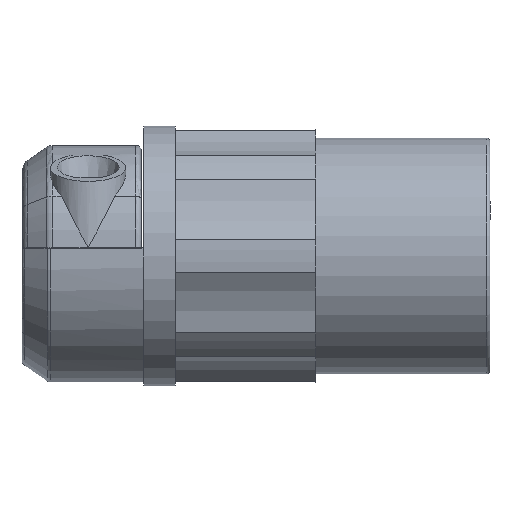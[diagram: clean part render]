
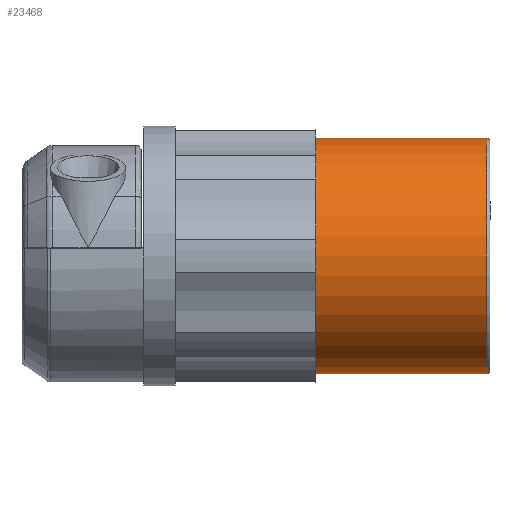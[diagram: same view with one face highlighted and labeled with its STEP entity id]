
A CAD part, front view. The second image highlights one B-rep face of the part: STEP entity #23468.
In plain terms, the highlighted cylindrical face has radius 17.653 mm (diameter 35.306 mm), a full revolution.
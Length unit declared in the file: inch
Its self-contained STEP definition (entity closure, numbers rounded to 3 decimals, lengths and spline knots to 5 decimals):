
#2083 = DIRECTION ( 'NONE',  ( 0., 1., 0. ) ) ;
#3805 = ORIENTED_EDGE ( 'NONE', *, *, #9516, .T. ) ;
#5161 = AXIS2_PLACEMENT_3D ( 'NONE', #13647, #28303, #10414 ) ;
#9516 = EDGE_CURVE ( 'NONE', #26458, #26458, #19734, .T. ) ;
#10266 = CARTESIAN_POINT ( 'NONE',  ( -0.02, 0., 0. ) ) ;
#10414 = DIRECTION ( 'NONE',  ( 0., -1., 0. ) ) ;
#11795 = EDGE_LOOP ( 'NONE', ( #3805 ) ) ;
#12017 = EDGE_LOOP ( 'NONE', ( #40987 ) ) ;
#13647 = CARTESIAN_POINT ( 'NONE',  ( -0.02, 0., 0. ) ) ;
#14371 = DIRECTION ( 'NONE',  ( 1., 0., 0. ) ) ;
#17081 = FACE_OUTER_BOUND ( 'NONE', #12017, .T. ) ;
#18880 = CIRCLE ( 'NONE', #5161, 0.695 ) ;
#19734 = CIRCLE ( 'NONE', #38533, 0.695 ) ;
#19901 = VERTEX_POINT ( 'NONE', #29431 ) ;
#23468 = ADVANCED_FACE ( 'NONE', ( #17081, #34526 ), #31553, .T. ) ;
#26458 = VERTEX_POINT ( 'NONE', #33050 ) ;
#28303 = DIRECTION ( 'NONE',  ( -1., 0., 0. ) ) ;
#29431 = CARTESIAN_POINT ( 'NONE',  ( -0.02, -0.695, 0. ) ) ;
#29499 = AXIS2_PLACEMENT_3D ( 'NONE', #10266, #14371, #41987 ) ;
#30090 = DIRECTION ( 'NONE',  ( 1., 0., 0. ) ) ;
#31553 = CYLINDRICAL_SURFACE ( 'NONE', #29499, 0.695 ) ;
#33050 = CARTESIAN_POINT ( 'NONE',  ( -1.027, 0.695, 0. ) ) ;
#34526 = FACE_OUTER_BOUND ( 'NONE', #11795, .T. ) ;
#37327 = CARTESIAN_POINT ( 'NONE',  ( -1.027, 0., 0. ) ) ;
#38533 = AXIS2_PLACEMENT_3D ( 'NONE', #37327, #30090, #2083 ) ;
#38948 = EDGE_CURVE ( 'NONE', #19901, #19901, #18880, .T. ) ;
#40987 = ORIENTED_EDGE ( 'NONE', *, *, #38948, .T. ) ;
#41987 = DIRECTION ( 'NONE',  ( 0., 1., 0. ) ) ;
